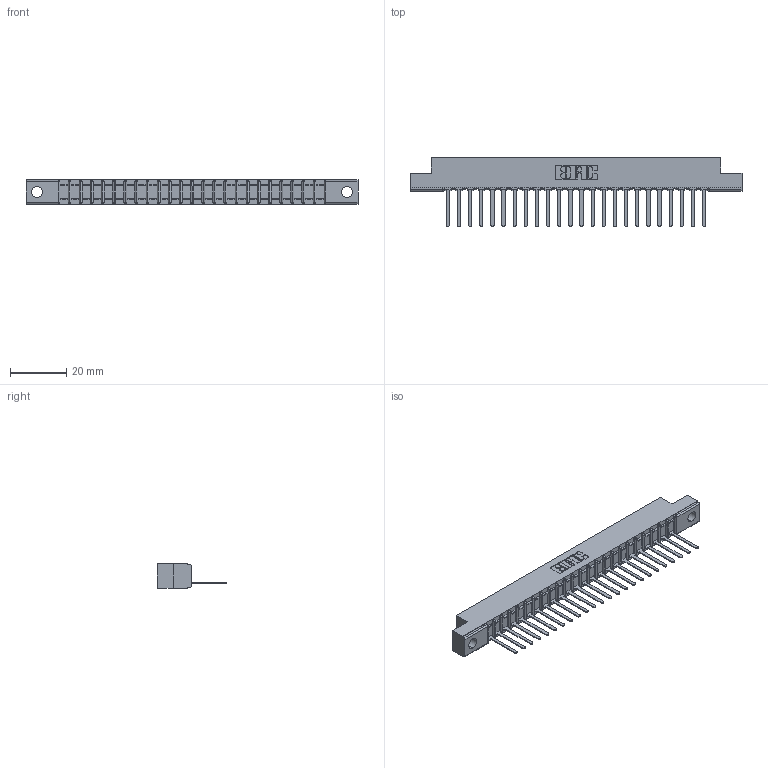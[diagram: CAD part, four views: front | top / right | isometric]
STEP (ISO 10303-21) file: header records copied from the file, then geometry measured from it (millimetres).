
FILE_DESCRIPTION (( 'STEP AP203' ), '1' );
FILE_NAME ('307-024-441-104.STEP', '2020-09-27T11:28:25', ( '' ), ( '' ), 'SwSTEP 2.0', 'SolidWorks 2020', '' );
FILE_SCHEMA (( 'CONFIG_CONTROL_DESIGN' ));
Length unit declared in the file: inch
Products named in the file (3): 307 Part_.156 Dia Mounting Holes; 307-290-002_541; 307-024-441-104
Assembly tree (25 placements, depth 2):
  307-024-441-104
    307 Part_.156 Dia Mounting Holes
    307-290-002_541  x24
Bounding box: 118.11 x 24.59 x 8.71 mm (x, y, z)
Volume: 7760.2 mm3; surface area: 14525.5 mm2
Topology: 25 solids, 25 shells, 1933 faces, 5927 edges, 3882 vertices
Faces by surface type: plane 1164, cylinder 719, sphere 50
Entity records: 23930 total; most frequent: CARTESIAN_POINT 4038, ORIENTED_EDGE 4026, DIRECTION 3923, EDGE_CURVE 2013, LINE 1541, VECTOR 1541, VERTEX_POINT 1306, AXIS2_PLACEMENT_3D 1191
